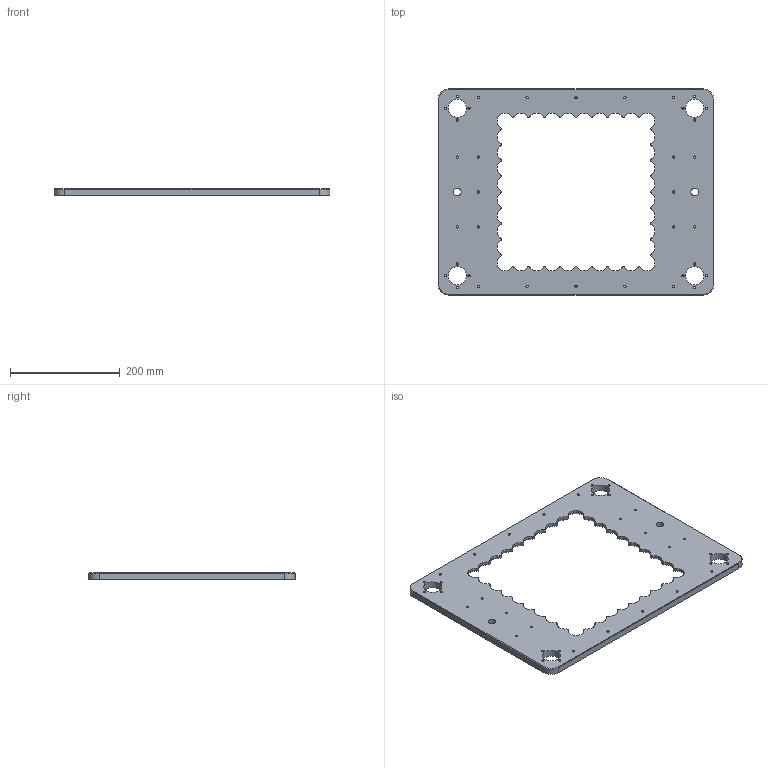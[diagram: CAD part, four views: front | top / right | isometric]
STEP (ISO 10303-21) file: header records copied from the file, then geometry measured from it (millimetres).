
FILE_DESCRIPTION(/* description */ ('FLUGGER TUBE LAYER LARGE CYL'),/* implementation_level */ '2;1');
FILE_NAME(/* name */ 'J010345 FLUGGER TUBE LAYER LARGE CYL Rev -.stp',/* time_stamp */ '2022-10-21T17:40:51-04:00',/* author */ ('arnoldj'),/* organization */ (''),/* preprocessor_version */ 'ST-DEVELOPER v18.1',/* originating_system */ 'Autodesk Inventor 2020',/* authorisation */ '');
FILE_SCHEMA (('AUTOMOTIVE_DESIGN { 1 0 10303 214 3 1 1 }'));
Length unit declared in the file: inch
Products named in the file (1): J010345
Bounding box: 501.65 x 374.65 x 12.7 mm (x, y, z)
Volume: 1282759 mm3; surface area: 251869.6 mm2
Topology: 1 solids, 1 shells, 168 faces, 532 edges, 366 vertices
Faces by surface type: cylinder 118, cone 40, plane 10
Full cylindrical faces by diameter (mm): 4.14 x36, 13.894 x2, 33 x4
Entity records: 6845 total; most frequent: CARTESIAN_POINT 1823, ORIENTED_EDGE 1064, DIRECTION 1044, EDGE_CURVE 532, AXIS2_PLACEMENT_3D 451, VERTEX_POINT 366, CIRCLE 282, EDGE_LOOP 254
